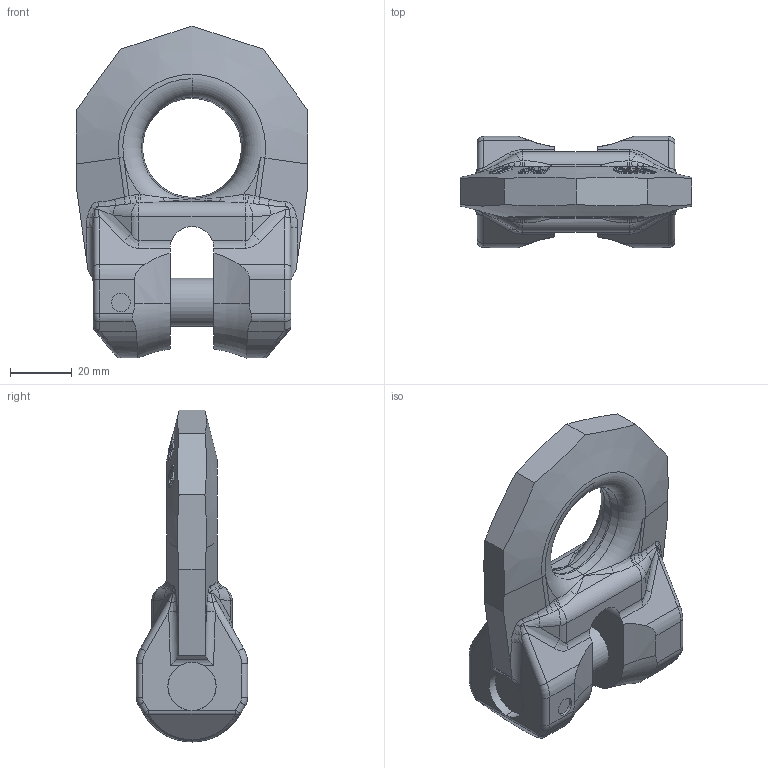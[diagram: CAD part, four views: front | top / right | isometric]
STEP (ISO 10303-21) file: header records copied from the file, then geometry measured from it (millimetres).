
FILE_DESCRIPTION((''),'2;1');
FILE_NAME('001-M31492-P-3','2014-08-21T',('Andreas.Wendler'),(''),'PRO/ENGINEER BY PARAMETRIC TECHNOLOGY CORPORATION, 2010140','PRO/ENGINEER BY PARAMETRIC TECHNOLOGY CORPORATION, 2010140','');
FILE_SCHEMA(('CONFIG_CONTROL_DESIGN'));
Length unit declared in the file: millimetre
Products named in the file (1): 001-M31492-P-3
Bounding box: 75 x 36 x 107.43 mm (x, y, z)
Volume: 110050.8 mm3; surface area: 20515.3 mm2
Topology: 1 solids, 1 shells, 436 faces, 1154 edges, 730 vertices
Faces by surface type: plane 261, cylinder 77, bspline 56, torus 18, cone 16, sphere 8
Entity records: 15939 total; most frequent: CARTESIAN_POINT 6361, ORIENTED_EDGE 2308, DIRECTION 1519, EDGE_CURVE 1154, VERTEX_POINT 730, B_SPLINE_CURVE_WITH_KNOTS 583, AXIS2_PLACEMENT_3D 568, EDGE_LOOP 450
